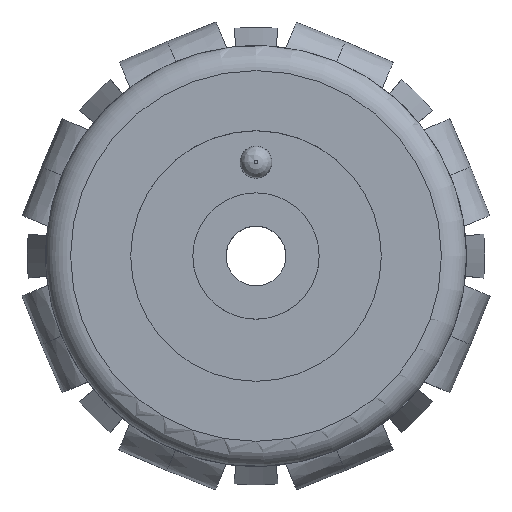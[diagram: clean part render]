
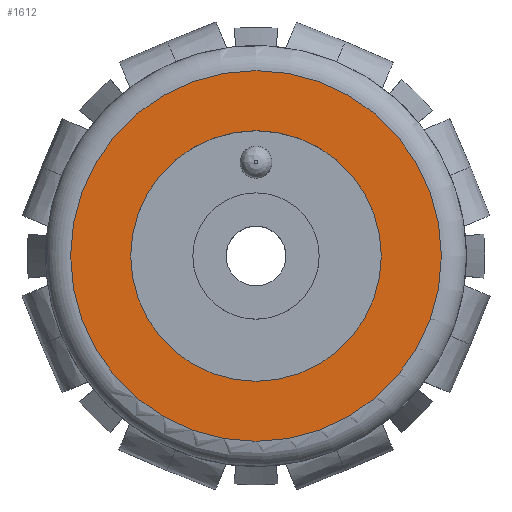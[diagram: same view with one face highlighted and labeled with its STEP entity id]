
A CAD part, top view. The second image highlights one B-rep face of the part: STEP entity #1612.
In plain terms, the highlighted planar face has unit normal (0, 0, 1).
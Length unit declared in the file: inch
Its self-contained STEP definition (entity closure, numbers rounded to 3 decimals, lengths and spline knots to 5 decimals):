
#85=FACE_BOUND($,#324,.T.);
#86=FACE_BOUND($,#325,.T.);
#138=PLANE($,#1793);
#324=EDGE_LOOP($,(#1483));
#325=EDGE_LOOP($,(#1484));
#422=CIRCLE($,#1788,0.534);
#423=CIRCLE($,#1790,0.78985);
#826=VERTEX_POINT($,#2800);
#827=VERTEX_POINT($,#2803);
#1047=EDGE_CURVE($,#826,#826,#422,.T.);
#1048=EDGE_CURVE($,#827,#827,#423,.T.);
#1483=ORIENTED_EDGE($,*,*,#1047,.T.);
#1484=ORIENTED_EDGE($,*,*,#1048,.F.);
#1612=ADVANCED_FACE($,(#85,#86),#138,.T.);
#1788=AXIS2_PLACEMENT_3D($,#2801,#2275,#2276);
#1790=AXIS2_PLACEMENT_3D($,#2804,#2279,#2280);
#1793=AXIS2_PLACEMENT_3D($,#2808,#2285,#2286);
#2275=DIRECTION('center_axis',(0.,0.,-1.));
#2276=DIRECTION('ref_axis',(-1.,0.,0.));
#2279=DIRECTION('center_axis',(0.,0.,-1.));
#2280=DIRECTION('ref_axis',(-1.,0.,0.));
#2285=DIRECTION('center_axis',(0.,0.,1.));
#2286=DIRECTION('ref_axis',(1.,0.,0.));
#2800=CARTESIAN_POINT('',(0.534,0.,0.083));
#2801=CARTESIAN_POINT('Origin',(0.,0.,0.083));
#2803=CARTESIAN_POINT('',(0.78985,0.,0.083));
#2804=CARTESIAN_POINT('Origin',(0.,0.,0.083));
#2808=CARTESIAN_POINT('Origin',(0.,0.,
0.083));
